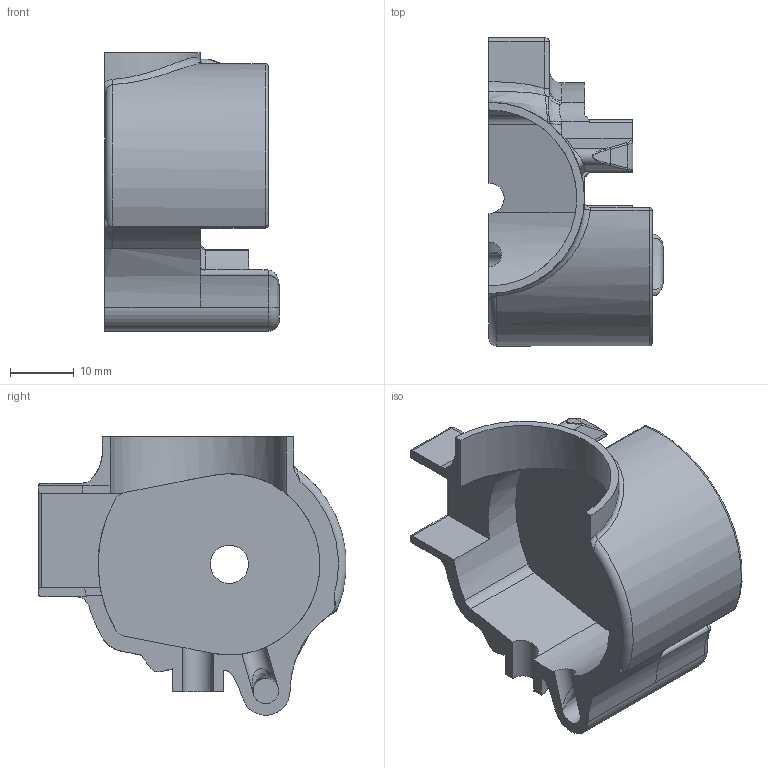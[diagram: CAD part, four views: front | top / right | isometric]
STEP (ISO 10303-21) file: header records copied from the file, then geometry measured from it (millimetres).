
FILE_DESCRIPTION(/* description */ (''),/* implementation_level */ '2;1');
FILE_NAME(/* name */ 'Main Body right antenna.step',/* time_stamp */ '2023-10-06T06:59:09+02:00',/* author */ (''),/* organization */ (''),/* preprocessor_version */ 'ST-DEVELOPER v20',/* originating_system */ 'Autodesk Translation Framework v12.14.0.127',/* authorisation */ '');
FILE_SCHEMA (('AUTOMOTIVE_DESIGN { 1 0 10303 214 3 1 1 }'));
Length unit declared in the file: millimetre
Products named in the file (3): BremoteSTEP_20230410; MainParts v1; MainBody_New
Assembly tree (2 placements, depth 3):
  BremoteSTEP_20230410
    MainParts v1
      MainBody_New
Bounding box: 27.34 x 48.26 x 43.66 mm (x, y, z)
Volume: 8015.1 mm3; surface area: 8441.9 mm2
Topology: 1 solids, 1 shells, 182 faces, 476 edges, 292 vertices
Faces by surface type: cylinder 58, plane 51, bspline 48, torus 15, cone 8, sphere 2
Full cylindrical faces by diameter (mm): 4 x1, 6 x1
Entity records: 8137 total; most frequent: CARTESIAN_POINT 3915, ORIENTED_EDGE 942, DIRECTION 770, EDGE_CURVE 471, AXIS2_PLACEMENT_3D 303, VERTEX_POINT 292, EDGE_LOOP 185, FACE_OUTER_BOUND 182
